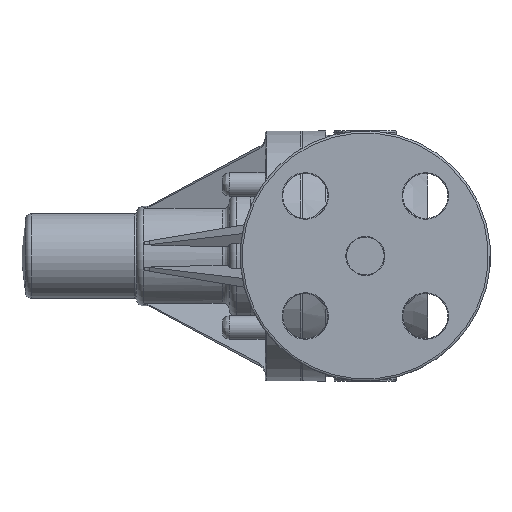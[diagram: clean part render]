
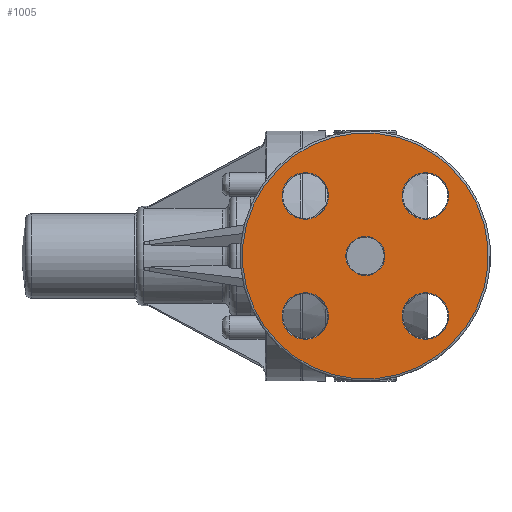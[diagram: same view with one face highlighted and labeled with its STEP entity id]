
A CAD part, left-side view. The second image highlights one B-rep face of the part: STEP entity #1005.
In plain terms, the highlighted planar face has unit normal (-1, 0, 0).
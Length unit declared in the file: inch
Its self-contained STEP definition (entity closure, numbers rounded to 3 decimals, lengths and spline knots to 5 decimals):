
#899=CARTESIAN_POINT('',(-3.465,2.09072,1.21622));
#900=VERTEX_POINT('',#899);
#901=CARTESIAN_POINT('',(-3.465,0.8745,0.));
#902=DIRECTION('',(1.0,0.0,0.0));
#903=DIRECTION('',(0.0,-0.707,-0.707));
#904=AXIS2_PLACEMENT_3D('',#901,#902,#903);
#905=CIRCLE('',#904,1.72);
#906=EDGE_CURVE('',#900,#900,#905,.T.);
#942=CARTESIAN_POINT('',(-3.465,1.5862,0.7117));
#943=DIRECTION('',(-1.0,0.0,0.0));
#944=DIRECTION('',(0.0,-0.707,0.707));
#945=AXIS2_PLACEMENT_3D('',#942,#943,#944);
#946=PLANE('',#945);
#947=ORIENTED_EDGE('',*,*,#906,.F.);
#948=EDGE_LOOP('',(#947));
#949=FACE_OUTER_BOUND('',#948,.T.);
#950=CARTESIAN_POINT('',(-3.465,0.26462,1.0695));
#951=VERTEX_POINT('',#950);
#952=CARTESIAN_POINT('',(-3.465,0.03481,0.83969));
#953=DIRECTION('',(-1.0,0.0,0.0));
#954=DIRECTION('',(0.0,-0.707,-0.707));
#955=AXIS2_PLACEMENT_3D('',#952,#953,#954);
#956=CIRCLE('',#955,0.325);
#957=EDGE_CURVE('',#951,#951,#956,.T.);
#958=ORIENTED_EDGE('',*,*,#957,.F.);
#959=EDGE_LOOP('',(#958));
#960=FACE_BOUND('',#959,.T.);
#961=CARTESIAN_POINT('',(-3.465,-0.195,-0.60988));
#962=VERTEX_POINT('',#961);
#963=CARTESIAN_POINT('',(-3.465,0.03481,-0.83969));
#964=DIRECTION('',(-1.0,0.0,0.0));
#965=DIRECTION('',(0.0,0.707,-0.707));
#966=AXIS2_PLACEMENT_3D('',#963,#964,#965);
#967=CIRCLE('',#966,0.325);
#968=EDGE_CURVE('',#962,#962,#967,.T.);
#969=ORIENTED_EDGE('',*,*,#968,.F.);
#970=EDGE_LOOP('',(#969));
#971=FACE_BOUND('',#970,.T.);
#972=CARTESIAN_POINT('',(-3.465,1.48438,-1.0695));
#973=VERTEX_POINT('',#972);
#974=CARTESIAN_POINT('',(-3.465,1.71419,-0.83969));
#975=DIRECTION('',(-1.0,0.0,0.0));
#976=DIRECTION('',(0.0,0.707,0.707));
#977=AXIS2_PLACEMENT_3D('',#974,#975,#976);
#978=CIRCLE('',#977,0.325);
#979=EDGE_CURVE('',#973,#973,#978,.T.);
#980=ORIENTED_EDGE('',*,*,#979,.F.);
#981=EDGE_LOOP('',(#980));
#982=FACE_BOUND('',#981,.T.);
#983=CARTESIAN_POINT('',(-3.465,1.06754,0.19304));
#984=VERTEX_POINT('',#983);
#985=CARTESIAN_POINT('',(-3.465,0.8745,0.));
#986=DIRECTION('',(-1.0,0.0,0.0));
#987=DIRECTION('',(0.0,-0.707,-0.707));
#988=AXIS2_PLACEMENT_3D('',#985,#986,#987);
#989=CIRCLE('',#988,0.273);
#990=EDGE_CURVE('',#984,#984,#989,.T.);
#991=ORIENTED_EDGE('',*,*,#990,.F.);
#992=EDGE_LOOP('',(#991));
#993=FACE_BOUND('',#992,.T.);
#994=CARTESIAN_POINT('',(-3.465,1.944,0.60988));
#995=VERTEX_POINT('',#994);
#996=CARTESIAN_POINT('',(-3.465,1.71419,0.83969));
#997=DIRECTION('',(-1.0,0.0,0.0));
#998=DIRECTION('',(0.0,-0.707,0.707));
#999=AXIS2_PLACEMENT_3D('',#996,#997,#998);
#1000=CIRCLE('',#999,0.325);
#1001=EDGE_CURVE('',#995,#995,#1000,.T.);
#1002=ORIENTED_EDGE('',*,*,#1001,.F.);
#1003=EDGE_LOOP('',(#1002));
#1004=FACE_BOUND('',#1003,.T.);
#1005=ADVANCED_FACE('',(#949,#960,#971,#982,#993,#1004),#946,.T.);
